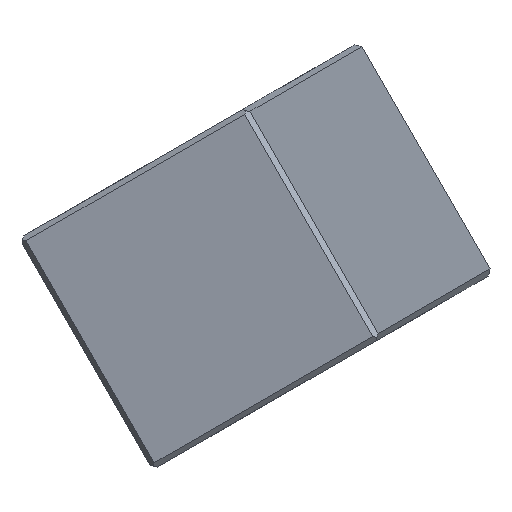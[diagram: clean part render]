
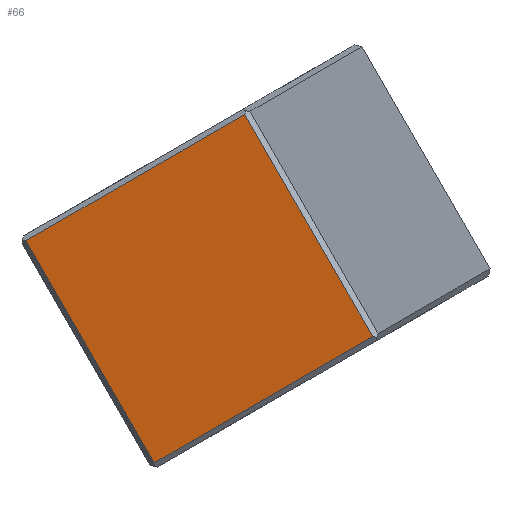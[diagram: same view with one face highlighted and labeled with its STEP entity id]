
A CAD part, isometric view. The second image highlights one B-rep face of the part: STEP entity #66.
In plain terms, the highlighted face is planar.
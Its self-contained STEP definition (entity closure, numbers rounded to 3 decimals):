
#28 = DIRECTION ( 'NONE',  ( 0., -0.707, 0.707 ) ) ;
#66 = ADVANCED_FACE ( 'NONE', ( #455 ), #67, .F. ) ;
#67 = PLANE ( 'NONE',  #501 ) ;
#83 = LINE ( 'NONE', #665, #303 ) ;
#97 = VERTEX_POINT ( 'NONE', #319 ) ;
#98 = CARTESIAN_POINT ( 'NONE',  ( 24., -78.489, -101.823 ) ) ;
#124 = CARTESIAN_POINT ( 'NONE',  ( 25., -78.489, -101.823 ) ) ;
#132 = DIRECTION ( 'NONE',  ( 0., 0.707, 0.707 ) ) ;
#150 = ORIENTED_EDGE ( 'NONE', *, *, #566, .T. ) ;
#181 = LINE ( 'NONE', #438, #397 ) ;
#239 = VERTEX_POINT ( 'NONE', #720 ) ;
#265 = CARTESIAN_POINT ( 'NONE',  ( 25., -113.137, -67.175 ) ) ;
#266 = LINE ( 'NONE', #124, #280 ) ;
#273 = CARTESIAN_POINT ( 'NONE',  ( -24., -78.489, -101.823 ) ) ;
#280 = VECTOR ( 'NONE', #520, 1000. ) ;
#298 = EDGE_LOOP ( 'NONE', ( #662, #150, #637, #329 ) ) ;
#303 = VECTOR ( 'NONE', #28, 1000. ) ;
#319 = CARTESIAN_POINT ( 'NONE',  ( -24., -112.43, -67.882 ) ) ;
#327 = EDGE_CURVE ( 'NONE', #756, #239, #83, .T. ) ;
#329 = ORIENTED_EDGE ( 'NONE', *, *, #534, .T. ) ;
#397 = VECTOR ( 'NONE', #697, 1000. ) ;
#401 = LINE ( 'NONE', #413, #563 ) ;
#413 = CARTESIAN_POINT ( 'NONE',  ( -24., -77.782, -102.53 ) ) ;
#438 = CARTESIAN_POINT ( 'NONE',  ( 25., -112.43, -67.882 ) ) ;
#455 = FACE_OUTER_BOUND ( 'NONE', #298, .T. ) ;
#501 = AXIS2_PLACEMENT_3D ( 'NONE', #265, #132, #512 ) ;
#512 = DIRECTION ( 'NONE',  ( 1., 0., 0. ) ) ;
#520 = DIRECTION ( 'NONE',  ( 1., 0., 0. ) ) ;
#534 = EDGE_CURVE ( 'NONE', #811, #756, #266, .T. ) ;
#563 = VECTOR ( 'NONE', #667, 1000. ) ;
#566 = EDGE_CURVE ( 'NONE', #239, #97, #181, .T. ) ;
#637 = ORIENTED_EDGE ( 'NONE', *, *, #649, .T. ) ;
#649 = EDGE_CURVE ( 'NONE', #97, #811, #401, .T. ) ;
#662 = ORIENTED_EDGE ( 'NONE', *, *, #327, .T. ) ;
#665 = CARTESIAN_POINT ( 'NONE',  ( 24., -113.137, -67.175 ) ) ;
#667 = DIRECTION ( 'NONE',  ( 0., 0.707, -0.707 ) ) ;
#697 = DIRECTION ( 'NONE',  ( -1., 0., 0. ) ) ;
#720 = CARTESIAN_POINT ( 'NONE',  ( 24., -112.43, -67.882 ) ) ;
#756 = VERTEX_POINT ( 'NONE', #98 ) ;
#811 = VERTEX_POINT ( 'NONE', #273 ) ;
